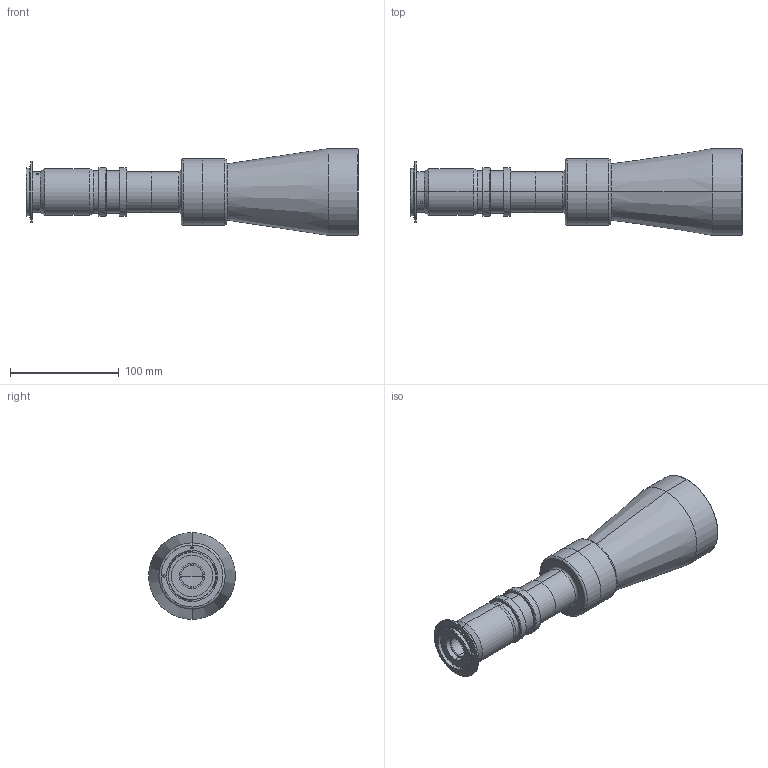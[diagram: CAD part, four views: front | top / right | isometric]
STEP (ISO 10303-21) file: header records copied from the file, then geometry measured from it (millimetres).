
FILE_DESCRIPTION (( 'STEP AP214' ), '1' );
FILE_NAME ('4M56_F.STEP', '2013-04-29T15:03:23', ( 'Work' ), ( '' ), 'SwSTEP 2.0', 'SolidWorks 2013', '' );
FILE_SCHEMA (( 'AUTOMOTIVE_DESIGN' ));
Length unit declared in the file: millimetre
Products named in the file (1): 4M56_F
Bounding box: 305.82 x 80 x 80 mm (x, y, z)
Surface area: 79836.8 mm2 (no closed solid volume)
Topology: 0 solids, 10 shells, 139 faces, 374 edges, 252 vertices
Faces by surface type: cylinder 67, plane 31, cone 27, torus 12, sphere 2
Entity records: 6395 total; most frequent: CARTESIAN_POINT 1256, DIRECTION 830, ORIENTED_EDGE 642, EDGE_CURVE 374, AXIS2_PLACEMENT_3D 348, VERTEX_POINT 252, CIRCLE 208, EDGE_LOOP 171
